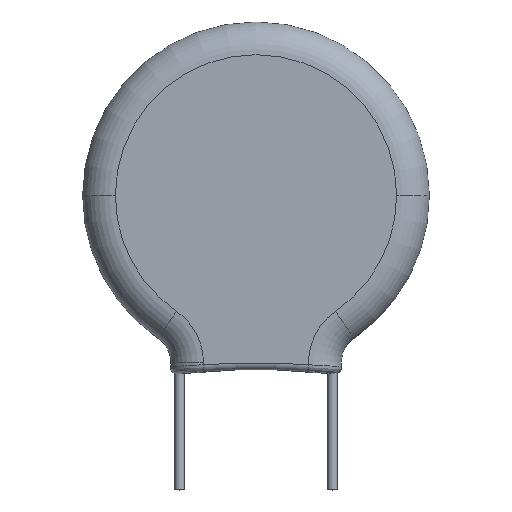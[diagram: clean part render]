
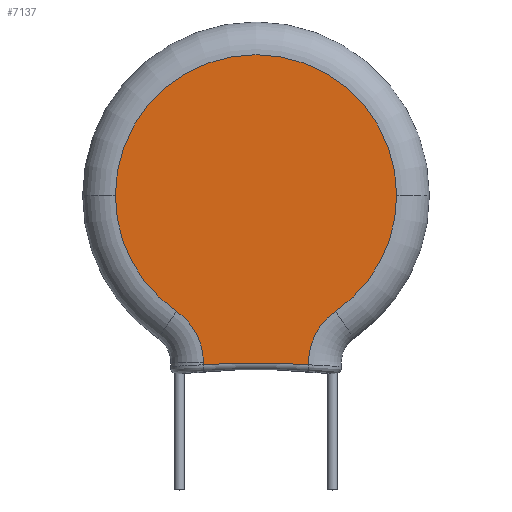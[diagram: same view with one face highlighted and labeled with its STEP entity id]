
A CAD part, top view. The second image highlights one B-rep face of the part: STEP entity #7137.
In plain terms, the highlighted planar face has unit normal (0, 0, 1).
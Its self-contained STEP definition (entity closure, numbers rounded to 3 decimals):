
#543 = AXIS2_PLACEMENT_3D ( 'NONE', #7982, #9357, #4793 ) ;
#544 = VERTEX_POINT ( 'NONE', #9335 ) ;
#964 = VERTEX_POINT ( 'NONE', #7237 ) ;
#984 = CARTESIAN_POINT ( 'NONE',  ( -4.155, -6.063, 1.375 ) ) ;
#1001 = EDGE_CURVE ( 'NONE', #8022, #9964, #2918, .T. ) ;
#1012 = VERTEX_POINT ( 'NONE', #5067 ) ;
#1205 = DIRECTION ( 'NONE',  ( 1., 0., 0. ) ) ;
#1333 = AXIS2_PLACEMENT_3D ( 'NONE', #7868, #1599, #6342 ) ;
#1369 = CIRCLE ( 'NONE', #2850, 3.243 ) ;
#1456 = AXIS2_PLACEMENT_3D ( 'NONE', #6710, #7580, #1205 ) ;
#1599 = DIRECTION ( 'NONE',  ( 0., 0., 1. ) ) ;
#1819 = ORIENTED_EDGE ( 'NONE', *, *, #1001, .T. ) ;
#1831 = EDGE_CURVE ( 'NONE', #544, #964, #5892, .T. ) ;
#1861 = CARTESIAN_POINT ( 'NONE',  ( -7.35, 0., 1.375 ) ) ;
#2131 = DIRECTION ( 'NONE',  ( 0., 0., 1. ) ) ;
#2167 = DIRECTION ( 'NONE',  ( 0., 0., -1. ) ) ;
#2217 = PLANE ( 'NONE',  #1333 ) ;
#2408 = VERTEX_POINT ( 'NONE', #4469 ) ;
#2470 = CARTESIAN_POINT ( 'NONE',  ( 0., -45.288, 1.375 ) ) ;
#2758 = AXIS2_PLACEMENT_3D ( 'NONE', #7378, #2131, #7578 ) ;
#2850 = AXIS2_PLACEMENT_3D ( 'NONE', #9869, #2167, #8367 ) ;
#2882 = ORIENTED_EDGE ( 'NONE', *, *, #9444, .T. ) ;
#2918 = CIRCLE ( 'NONE', #2758, 7.35 ) ;
#3924 = EDGE_LOOP ( 'NONE', ( #6962, #8994, #2882, #7805, #8544, #9548, #1819 ) ) ;
#4469 = CARTESIAN_POINT ( 'NONE',  ( 4.155, -6.063, 1.375 ) ) ;
#4675 = AXIS2_PLACEMENT_3D ( 'NONE', #7402, #8944, #7355 ) ;
#4791 = EDGE_CURVE ( 'NONE', #1012, #2408, #1369, .T. ) ;
#4793 = DIRECTION ( 'NONE',  ( 1., 0., 0. ) ) ;
#4972 = CIRCLE ( 'NONE', #543, 7.35 ) ;
#5067 = CARTESIAN_POINT ( 'NONE',  ( 2.747, -8.853, 1.375 ) ) ;
#5755 = EDGE_CURVE ( 'NONE', #2408, #9271, #9936, .T. ) ;
#5892 = CIRCLE ( 'NONE', #1456, 3.243 ) ;
#6282 = FACE_OUTER_BOUND ( 'NONE', #3924, .T. ) ;
#6342 = DIRECTION ( 'NONE',  ( 1., 0., 0. ) ) ;
#6646 = AXIS2_PLACEMENT_3D ( 'NONE', #2470, #7758, #7106 ) ;
#6710 = CARTESIAN_POINT ( 'NONE',  ( -5.988, -8.738, 1.375 ) ) ;
#6777 = DIRECTION ( 'NONE',  ( 1., 0., 0. ) ) ;
#6962 = ORIENTED_EDGE ( 'NONE', *, *, #10077, .T. ) ;
#6979 = CIRCLE ( 'NONE', #4675, 3.243 ) ;
#7106 = DIRECTION ( 'NONE',  ( 1., 0., 0. ) ) ;
#7137 = ADVANCED_FACE ( 'NONE', ( #6282 ), #2217, .T. ) ;
#7237 = CARTESIAN_POINT ( 'NONE',  ( -2.747, -8.853, 1.375 ) ) ;
#7355 = DIRECTION ( 'NONE',  ( 1., 0., 0. ) ) ;
#7378 = CARTESIAN_POINT ( 'NONE',  ( 0., 0., 1.375 ) ) ;
#7402 = CARTESIAN_POINT ( 'NONE',  ( -5.988, -8.738, 1.375 ) ) ;
#7578 = DIRECTION ( 'NONE',  ( 1., 0., 0. ) ) ;
#7580 = DIRECTION ( 'NONE',  ( 0., 0., -1. ) ) ;
#7758 = DIRECTION ( 'NONE',  ( 0., 0., -1. ) ) ;
#7805 = ORIENTED_EDGE ( 'NONE', *, *, #4791, .T. ) ;
#7868 = CARTESIAN_POINT ( 'NONE',  ( 0., 0., 1.375 ) ) ;
#7982 = CARTESIAN_POINT ( 'NONE',  ( 0., 0., 1.375 ) ) ;
#7996 = EDGE_CURVE ( 'NONE', #9271, #8022, #4972, .T. ) ;
#8022 = VERTEX_POINT ( 'NONE', #1861 ) ;
#8303 = DIRECTION ( 'NONE',  ( 0., 0., 1. ) ) ;
#8367 = DIRECTION ( 'NONE',  ( 1., 0., 0. ) ) ;
#8544 = ORIENTED_EDGE ( 'NONE', *, *, #5755, .T. ) ;
#8944 = DIRECTION ( 'NONE',  ( 0., 0., -1. ) ) ;
#8992 = CARTESIAN_POINT ( 'NONE',  ( 7.35, 0., 1.375 ) ) ;
#8994 = ORIENTED_EDGE ( 'NONE', *, *, #1831, .T. ) ;
#9223 = CARTESIAN_POINT ( 'NONE',  ( 0., 0., 1.375 ) ) ;
#9271 = VERTEX_POINT ( 'NONE', #8992 ) ;
#9335 = CARTESIAN_POINT ( 'NONE',  ( -2.745, -8.738, 1.375 ) ) ;
#9357 = DIRECTION ( 'NONE',  ( 0., 0., 1. ) ) ;
#9444 = EDGE_CURVE ( 'NONE', #964, #1012, #9745, .T. ) ;
#9548 = ORIENTED_EDGE ( 'NONE', *, *, #7996, .T. ) ;
#9607 = AXIS2_PLACEMENT_3D ( 'NONE', #9223, #8303, #6777 ) ;
#9745 = CIRCLE ( 'NONE', #6646, 36.538 ) ;
#9869 = CARTESIAN_POINT ( 'NONE',  ( 5.988, -8.738, 1.375 ) ) ;
#9936 = CIRCLE ( 'NONE', #9607, 7.35 ) ;
#9964 = VERTEX_POINT ( 'NONE', #984 ) ;
#10077 = EDGE_CURVE ( 'NONE', #9964, #544, #6979, .T. ) ;
